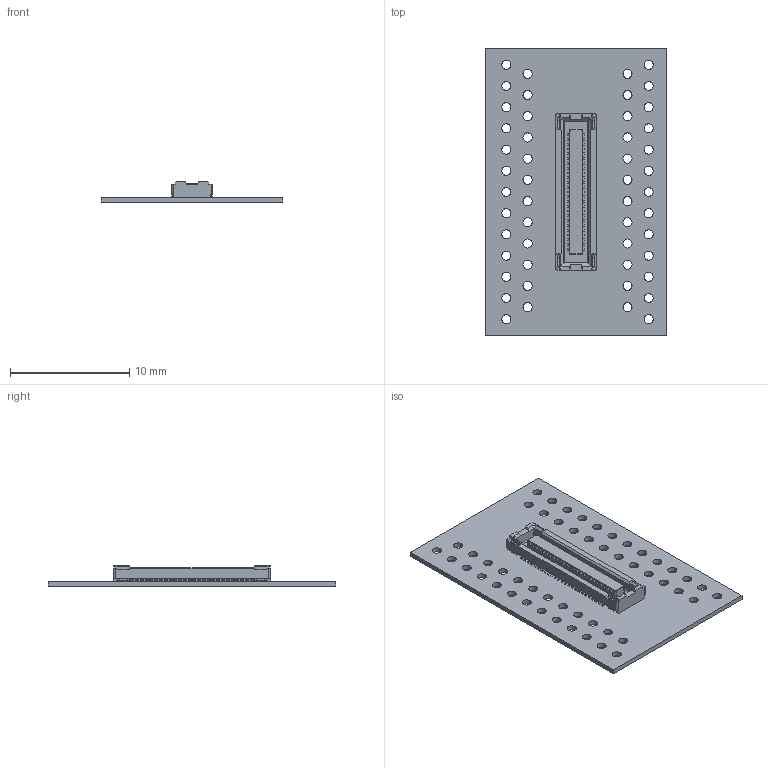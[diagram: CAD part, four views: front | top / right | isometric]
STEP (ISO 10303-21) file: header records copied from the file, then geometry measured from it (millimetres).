
FILE_DESCRIPTION(('Open CASCADE Model'),'2;1');
FILE_NAME('Open CASCADE Shape Model','2023-11-16T00:28:52',('Author'),( 'Open CASCADE'),'Open CASCADE STEP processor 7.5','Open CASCADE 7.5' ,'Unknown');
FILE_SCHEMA(('AUTOMOTIVE_DESIGN { 1 0 10303 214 1 1 1 1 }'));
Length unit declared in the file: millimetre
Products named in the file (3): Open CASCADE STEP translator 7.5 1; Open CASCADE STEP translator 7.5 2; Open CASCADE STEP translator 7.5 3
Bounding box: 15.24 x 24.13 x 1.74 mm (x, y, z)
Volume: 176.9 mm3; surface area: 975.7 mm2
Topology: 2 solids, 2 shells, 1125 faces, 3386 edges, 2529 vertices
Faces by surface type: plane 989, cylinder 128, cone 8
Full cylindrical faces by diameter (mm): 0.762 x50
Entity records: 37992 total; most frequent: CARTESIAN_POINT 7073, ORIENTED_EDGE 6340, DIRECTION 5891, EDGE_CURVE 3170, LINE 3117, VECTOR 3117, VERTEX_POINT 2097, AXIS2_PLACEMENT_3D 1387
